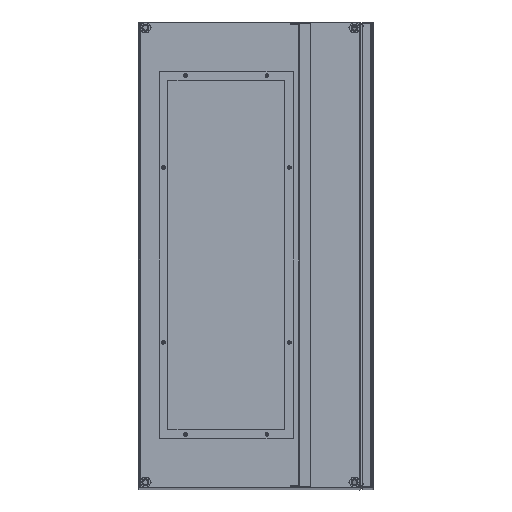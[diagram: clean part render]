
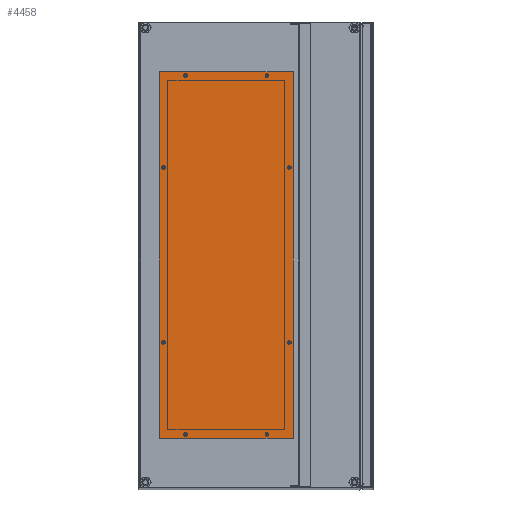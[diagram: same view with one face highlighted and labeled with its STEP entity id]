
A CAD part, top view. The second image highlights one B-rep face of the part: STEP entity #4458.
In plain terms, the highlighted face is planar.
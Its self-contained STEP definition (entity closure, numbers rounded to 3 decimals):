
#4458 = ADVANCED_FACE( '', ( #9518, #9519, #9520, #9521, #9522, #9523, #9524, #9525, #9526 ), #9527, .T. );
#9518 = FACE_BOUND( '', #16381, .T. );
#9519 = FACE_BOUND( '', #16382, .T. );
#9520 = FACE_BOUND( '', #16383, .T. );
#9521 = FACE_BOUND( '', #16384, .T. );
#9522 = FACE_BOUND( '', #16385, .T. );
#9523 = FACE_BOUND( '', #16386, .T. );
#9524 = FACE_BOUND( '', #16387, .T. );
#9525 = FACE_BOUND( '', #16388, .T. );
#9526 = FACE_OUTER_BOUND( '', #16389, .T. );
#9527 = PLANE( '', #16390 );
#16381 = EDGE_LOOP( '', ( #28523 ) );
#16382 = EDGE_LOOP( '', ( #28524 ) );
#16383 = EDGE_LOOP( '', ( #28525 ) );
#16384 = EDGE_LOOP( '', ( #28526 ) );
#16385 = EDGE_LOOP( '', ( #28527 ) );
#16386 = EDGE_LOOP( '', ( #28528 ) );
#16387 = EDGE_LOOP( '', ( #28529 ) );
#16388 = EDGE_LOOP( '', ( #28530 ) );
#16389 = EDGE_LOOP( '', ( #28531, #28532, #28533, #28534 ) );
#16390 = AXIS2_PLACEMENT_3D( '', #28535, #28536, #28537 );
#28523 = ORIENTED_EDGE( '', *, *, #41326, .F. );
#28524 = ORIENTED_EDGE( '', *, *, #41998, .F. );
#28525 = ORIENTED_EDGE( '', *, *, #41999, .F. );
#28526 = ORIENTED_EDGE( '', *, *, #42000, .F. );
#28527 = ORIENTED_EDGE( '', *, *, #42001, .F. );
#28528 = ORIENTED_EDGE( '', *, *, #42002, .F. );
#28529 = ORIENTED_EDGE( '', *, *, #38200, .F. );
#28530 = ORIENTED_EDGE( '', *, *, #42003, .F. );
#28531 = ORIENTED_EDGE( '', *, *, #42004, .F. );
#28532 = ORIENTED_EDGE( '', *, *, #40255, .F. );
#28533 = ORIENTED_EDGE( '', *, *, #42005, .F. );
#28534 = ORIENTED_EDGE( '', *, *, #40480, .F. );
#28535 = CARTESIAN_POINT( '', ( -315., 115., -1. ) );
#28536 = DIRECTION( '', ( 0., 0., -1. ) );
#28537 = DIRECTION( '', ( -1., 0., 0. ) );
#38200 = EDGE_CURVE( '', #44854, #44854, #44855, .T. );
#40255 = EDGE_CURVE( '', #48478, #48480, #48481, .T. );
#40480 = EDGE_CURVE( '', #48820, #48822, #48823, .T. );
#41326 = EDGE_CURVE( '', #50115, #50115, #50116, .T. );
#41998 = EDGE_CURVE( '', #51091, #51091, #51092, .T. );
#41999 = EDGE_CURVE( '', #51093, #51093, #51094, .T. );
#42000 = EDGE_CURVE( '', #51095, #51095, #51096, .T. );
#42001 = EDGE_CURVE( '', #51097, #51097, #51098, .T. );
#42002 = EDGE_CURVE( '', #51099, #51099, #51100, .T. );
#42003 = EDGE_CURVE( '', #51101, #51101, #51102, .T. );
#42004 = EDGE_CURVE( '', #48480, #48820, #51103, .T. );
#42005 = EDGE_CURVE( '', #48822, #48478, #51104, .T. );
#44854 = VERTEX_POINT( '', #54644 );
#44855 = CIRCLE( '', #54645, 2.5 );
#48478 = VERTEX_POINT( '', #59824 );
#48480 = VERTEX_POINT( '', #59827 );
#48481 = LINE( '', #59828, #59829 );
#48820 = VERTEX_POINT( '', #60331 );
#48822 = VERTEX_POINT( '', #60334 );
#48823 = LINE( '', #60335, #60336 );
#50115 = VERTEX_POINT( '', #62318 );
#50116 = CIRCLE( '', #62319, 2.5 );
#51091 = VERTEX_POINT( '', #63791 );
#51092 = CIRCLE( '', #63792, 2.5 );
#51093 = VERTEX_POINT( '', #63793 );
#51094 = CIRCLE( '', #63794, 2.5 );
#51095 = VERTEX_POINT( '', #63795 );
#51096 = CIRCLE( '', #63796, 2.5 );
#51097 = VERTEX_POINT( '', #63797 );
#51098 = CIRCLE( '', #63798, 2.5 );
#51099 = VERTEX_POINT( '', #63799 );
#51100 = CIRCLE( '', #63800, 2.5 );
#51101 = VERTEX_POINT( '', #63801 );
#51102 = CIRCLE( '', #63802, 2.5 );
#51103 = LINE( '', #63803, #63804 );
#51104 = LINE( '', #63805, #63806 );
#54644 = CARTESIAN_POINT( '', ( 147.5, -108., -1. ) );
#54645 = AXIS2_PLACEMENT_3D( '', #68668, #68669, #68670 );
#59824 = CARTESIAN_POINT( '', ( 315., 115., -1. ) );
#59827 = CARTESIAN_POINT( '', ( -315., 115., -1. ) );
#59828 = CARTESIAN_POINT( '', ( 315., 115., -1. ) );
#59829 = VECTOR( '', #71440, 1000. );
#60331 = CARTESIAN_POINT( '', ( -315., -115., -1. ) );
#60334 = CARTESIAN_POINT( '', ( 315., -115., -1. ) );
#60335 = CARTESIAN_POINT( '', ( -315., -115., -1. ) );
#60336 = VECTOR( '', #71660, 1000. );
#62318 = CARTESIAN_POINT( '', ( -152.5, 108., -1. ) );
#62319 = AXIS2_PLACEMENT_3D( '', #72495, #72496, #72497 );
#63791 = CARTESIAN_POINT( '', ( 305.5, -70., -1. ) );
#63792 = AXIS2_PLACEMENT_3D( '', #73133, #73134, #73135 );
#63793 = CARTESIAN_POINT( '', ( 305.5, 70., -1. ) );
#63794 = AXIS2_PLACEMENT_3D( '', #73136, #73137, #73138 );
#63795 = CARTESIAN_POINT( '', ( -310.5, 70., -1. ) );
#63796 = AXIS2_PLACEMENT_3D( '', #73139, #73140, #73141 );
#63797 = CARTESIAN_POINT( '', ( -310.5, -70., -1. ) );
#63798 = AXIS2_PLACEMENT_3D( '', #73142, #73143, #73144 );
#63799 = CARTESIAN_POINT( '', ( -152.5, -108., -1. ) );
#63800 = AXIS2_PLACEMENT_3D( '', #73145, #73146, #73147 );
#63801 = CARTESIAN_POINT( '', ( 147.5, 108., -1. ) );
#63802 = AXIS2_PLACEMENT_3D( '', #73148, #73149, #73150 );
#63803 = CARTESIAN_POINT( '', ( -315., 115., -1. ) );
#63804 = VECTOR( '', #73151, 1000. );
#63805 = CARTESIAN_POINT( '', ( 315., -115., -1. ) );
#63806 = VECTOR( '', #73152, 1000. );
#68668 = CARTESIAN_POINT( '', ( 150., -108., -1. ) );
#68669 = DIRECTION( '', ( 0., 0., -1. ) );
#68670 = DIRECTION( '', ( -1., 0., 0. ) );
#71440 = DIRECTION( '', ( -1., 0., 0. ) );
#71660 = DIRECTION( '', ( 1., 0., 0. ) );
#72495 = CARTESIAN_POINT( '', ( -150., 108., -1. ) );
#72496 = DIRECTION( '', ( 0., 0., -1. ) );
#72497 = DIRECTION( '', ( -1., 0., 0. ) );
#73133 = CARTESIAN_POINT( '', ( 308., -70., -1. ) );
#73134 = DIRECTION( '', ( 0., 0., -1. ) );
#73135 = DIRECTION( '', ( -1., 0., 0. ) );
#73136 = CARTESIAN_POINT( '', ( 308., 70., -1. ) );
#73137 = DIRECTION( '', ( 0., 0., -1. ) );
#73138 = DIRECTION( '', ( -1., 0., 0. ) );
#73139 = CARTESIAN_POINT( '', ( -308., 70., -1. ) );
#73140 = DIRECTION( '', ( 0., 0., -1. ) );
#73141 = DIRECTION( '', ( -1., 0., 0. ) );
#73142 = CARTESIAN_POINT( '', ( -308., -70., -1. ) );
#73143 = DIRECTION( '', ( 0., 0., -1. ) );
#73144 = DIRECTION( '', ( -1., 0., 0. ) );
#73145 = CARTESIAN_POINT( '', ( -150., -108., -1. ) );
#73146 = DIRECTION( '', ( 0., 0., -1. ) );
#73147 = DIRECTION( '', ( -1., 0., 0. ) );
#73148 = CARTESIAN_POINT( '', ( 150., 108., -1. ) );
#73149 = DIRECTION( '', ( 0., 0., -1. ) );
#73150 = DIRECTION( '', ( -1., 0., 0. ) );
#73151 = DIRECTION( '', ( 0., -1., 0. ) );
#73152 = DIRECTION( '', ( 0., 1., 0. ) );
